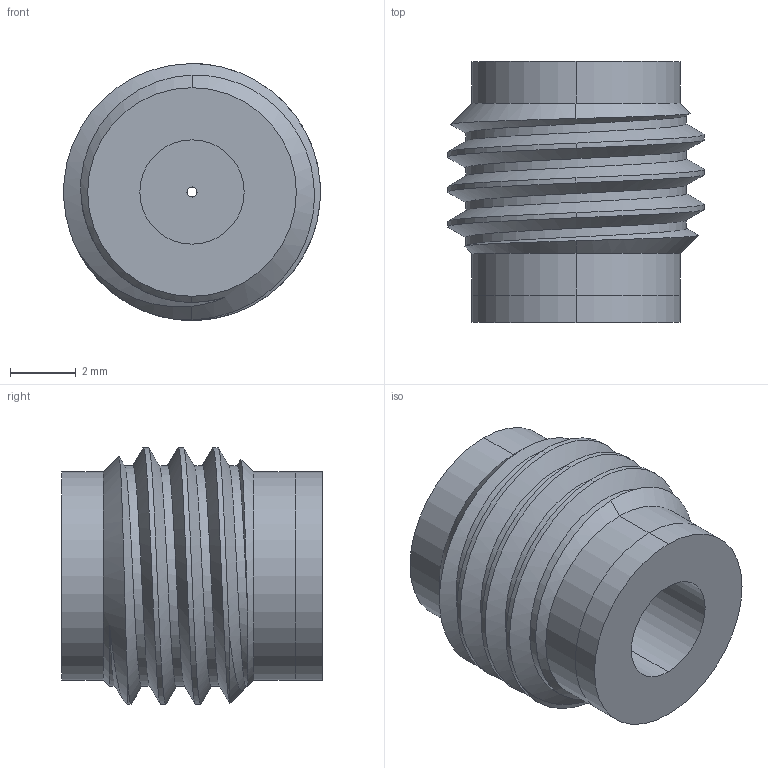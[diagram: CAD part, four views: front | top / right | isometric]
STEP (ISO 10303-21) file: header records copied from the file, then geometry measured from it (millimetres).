
FILE_DESCRIPTION (( 'STEP AP203' ), '1' );
FILE_NAME ('FR-SS-12.STEP', '2025-08-26T12:54:47', ( '' ), ( '' ), 'SwSTEP 2.0', 'SolidWorks 2018', '' );
FILE_SCHEMA (( 'CONFIG_CONTROL_DESIGN' ));
Length unit declared in the file: inch
Products named in the file (3): PRT-002421; FR-SS-12; PRT-000069
Assembly tree (2 placements, depth 2):
  FR-SS-12
    PRT-002421
    PRT-000069
Bounding box: 7.81 x 7.94 x 7.82 mm (x, y, z)
Volume: 214.7 mm3; surface area: 472.5 mm2
Topology: 2 solids, 2 shells, 81 faces, 191 edges, 113 vertices
Faces by surface type: cylinder 37, cone 26, plane 15, bspline 3
Entity records: 3828 total; most frequent: CARTESIAN_POINT 1750, DIRECTION 382, ORIENTED_EDGE 358, EDGE_CURVE 179, AXIS2_PLACEMENT_3D 154, VERTEX_POINT 113, EDGE_LOOP 96, FACE_OUTER_BOUND 81
